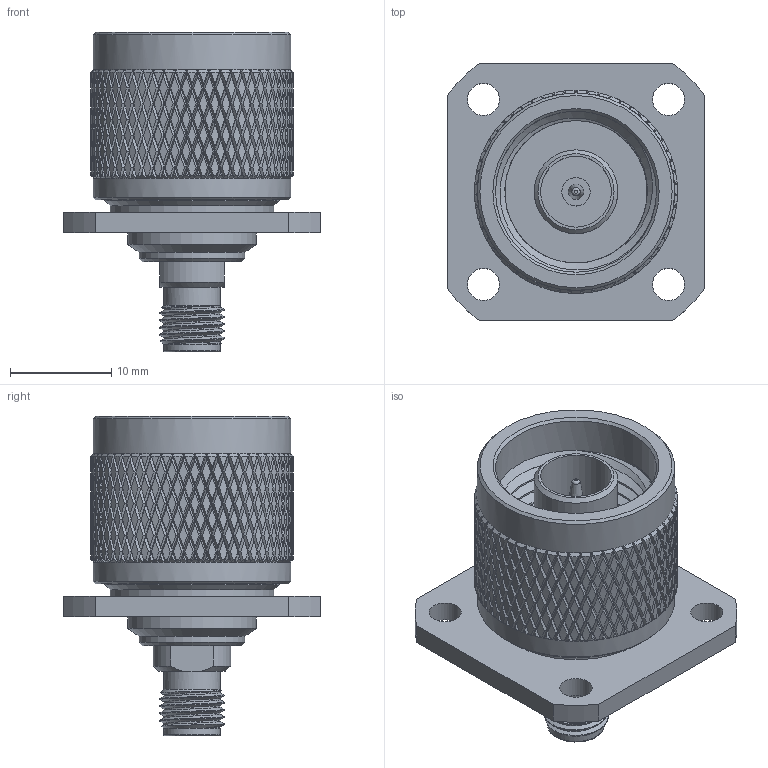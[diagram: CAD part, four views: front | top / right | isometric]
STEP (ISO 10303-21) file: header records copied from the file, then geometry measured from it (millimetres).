
FILE_DESCRIPTION (( 'STEP AP203' ), '1' );
FILE_NAME ('PE9275_3D.step', '2021-03-17T15:44:54', ( '' ), ( '' ), 'SwSTEP 2.0', 'SolidWorks 2020', '' );
FILE_SCHEMA (( 'CONFIG_CONTROL_DESIGN' ));
Products named in the file (1): PE9275_3D
Bounding box: 25.4 x 25.4 x 31.5 mm (x, y, z)
Volume: 5404.1 mm3; surface area: 4438.1 mm2
Topology: 1 solids, 1 shells, 2504 faces, 5092 edges, 2602 vertices
Faces by surface type: bspline 1767, cylinder 472, cone 236, plane 28, torus 1
Full cylindrical faces by diameter (mm): 0.94 x1, 1.194 x1, 1.524 x1, 2.794 x1, 3.175 x4, 4.572 x1, 5.582 x2, 6.985 x1, 8.255 x1, 10.448 x1, 12.624 x1, 15.875 x5, 16.159 x1, 17.175 x1, 19.461 x2
Entity records: 90300 total; most frequent: CARTESIAN_POINT 57941, ORIENTED_EDGE 10074, EDGE_CURVE 5037, VERTEX_POINT 2583, EDGE_LOOP 2550, FACE_OUTER_BOUND 2521, ADVANCED_FACE 2499, DIRECTION 2416
